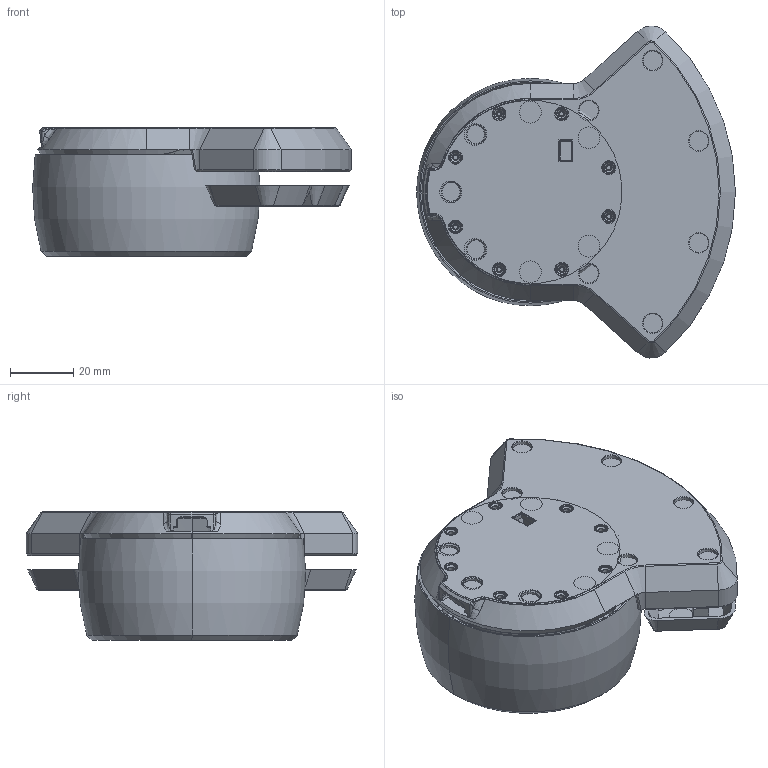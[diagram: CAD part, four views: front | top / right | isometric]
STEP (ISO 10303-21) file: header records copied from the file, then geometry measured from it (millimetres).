
FILE_DESCRIPTION (( 'STEP AP214' ), '1' );
FILE_NAME ('Ahmsville Dial - Base and Macro key Edition REV3.STEP', '2023-09-30T13:51:20', ( '' ), ( '' ), 'SwSTEP 2.0', 'SolidWorks 2019', '' );
FILE_SCHEMA (( 'AUTOMOTIVE_DESIGN' ));
Length unit declared in the file: millimetre
Products named in the file (1): Ahmsville Dial - Base and Macro key Edition REV3
Bounding box: 101.13 x 105.33 x 40.9 mm (x, y, z)
Volume: 116692.1 mm3; surface area: 84528.8 mm2
Topology: 19 solids, 19 shells, 1476 faces, 3767 edges, 2397 vertices
Faces by surface type: plane 564, cylinder 504, cone 316, bspline 58, torus 34
Entity records: 49511 total; most frequent: CARTESIAN_POINT 12091, DIRECTION 7882, ORIENTED_EDGE 7534, EDGE_CURVE 3767, AXIS2_PLACEMENT_3D 3002, VERTEX_POINT 2397, LINE 1878, VECTOR 1878
